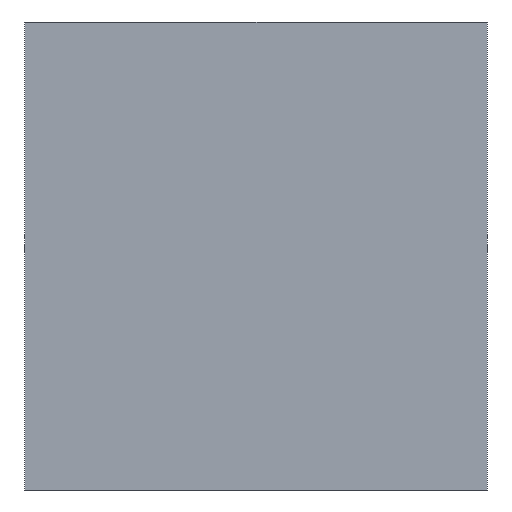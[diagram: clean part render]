
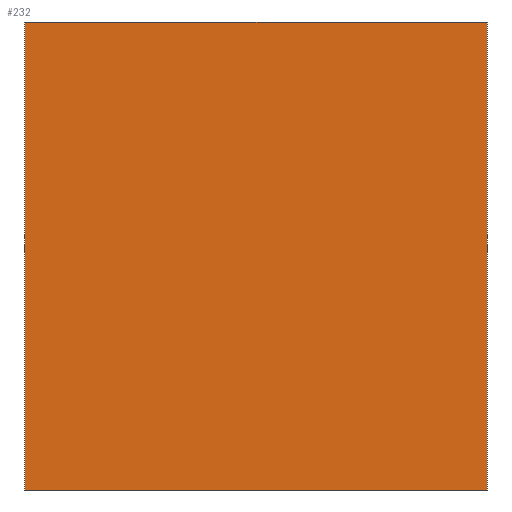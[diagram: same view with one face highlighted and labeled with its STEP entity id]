
A CAD part, left-side view. The second image highlights one B-rep face of the part: STEP entity #232.
In plain terms, the highlighted planar face has unit normal (-1, 0, 0).
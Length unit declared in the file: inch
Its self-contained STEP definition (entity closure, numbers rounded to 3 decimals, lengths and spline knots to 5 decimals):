
#136=DIRECTION('',(0.,-1.,0.));
#137=VECTOR('',#136,98.25188);
#138=CARTESIAN_POINT('',(0.,98.25188,0.));
#139=LINE('68',#138,#137);
#140=DIRECTION('',(0.,0.,1.));
#141=VECTOR('',#140,99.375);
#142=CARTESIAN_POINT('',(0.,0.,0.));
#143=LINE('75',#142,#141);
#144=DIRECTION('',(0.,0.,1.));
#145=VECTOR('',#144,99.375);
#146=CARTESIAN_POINT('',(0.,98.25188,0.));
#147=LINE('81',#146,#145);
#160=DIRECTION('',(0.,-1.,0.));
#161=VECTOR('',#160,98.25188);
#162=CARTESIAN_POINT('',(0.,98.25188,99.375));
#163=LINE('73',#162,#161);
#172=CARTESIAN_POINT('',(0.,0.,0.));
#174=VERTEX_POINT('',#172);
#178=CARTESIAN_POINT('',(0.,98.25188,0.));
#179=VERTEX_POINT('',#178);
#180=CARTESIAN_POINT('',(0.,0.,99.375));
#182=VERTEX_POINT('',#180);
#186=CARTESIAN_POINT('',(0.,98.25188,99.375));
#187=VERTEX_POINT('',#186);
#219=CARTESIAN_POINT('',(0.,98.25188,0.));
#220=DIRECTION('',(-1.,0.,0.));
#221=DIRECTION('',(0.,-1.,0.));
#222=AXIS2_PLACEMENT_3D('',#219,#220,#221);
#223=PLANE('80',#222);
#224=ORIENTED_EDGE('68',*,*,#199,.F.);
#226=ORIENTED_EDGE('81',*,*,#225,.T.);
#228=ORIENTED_EDGE('73',*,*,#227,.T.);
#229=ORIENTED_EDGE('75',*,*,#210,.F.);
#230=EDGE_LOOP('80',(#224,#226,#228,#229));
#231=FACE_OUTER_BOUND('80',#230,.F.);
#232=ADVANCED_FACE('80',(#231),#223,.T.);
#199=EDGE_CURVE('68',#179,#174,#139,.T.);
#210=EDGE_CURVE('75',#174,#182,#143,.T.);
#225=EDGE_CURVE('81',#179,#187,#147,.T.);
#227=EDGE_CURVE('73',#187,#182,#163,.T.);
